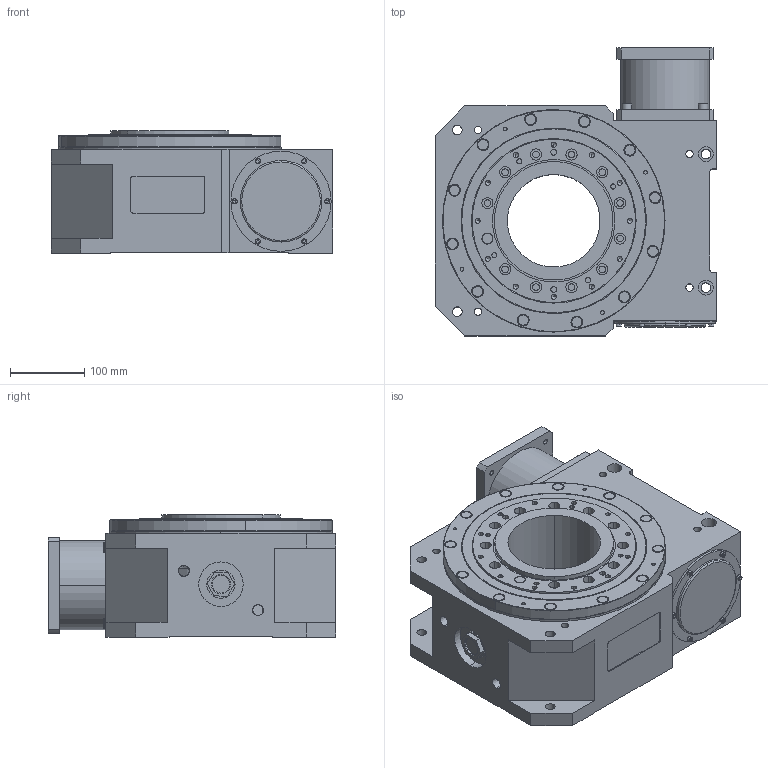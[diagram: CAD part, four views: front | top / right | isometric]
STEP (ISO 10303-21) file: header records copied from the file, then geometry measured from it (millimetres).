
FILE_DESCRIPTION (( 'STEP AP214' ), '1' );
FILE_NAME ('THU-150R-30(22-110-145-M8-55).STEP', '2025-04-18T02:24:14', ( '' ), ( '' ), 'SwSTEP 2.0', 'SolidWorks 2021', '' );
FILE_SCHEMA (( 'AUTOMOTIVE_DESIGN' ));
Length unit declared in the file: millimetre
Products named in the file (16): THU-150R-30(24J8-95-115-M6-45)(2)__A_O_蕼偞; ZJ-LW300-009-________A_O__A_O_蕼偞; THU-150R-30(22-110-145-M8-55)(2)_蕼偞; GLT-D68xL68 _22__8 ________50N.m__A_O_蕼偞; GB_uT 70.1-2008[________________M8__20]_M8__20__A_O__A_O_蕼偞; ZJ-LW300-004________AN__A_O__A_O_蕼偞; ZJ-LW300-002____AN__A_O__A_O_蕼偞; ______-14.5__A_O__A_O_蕼偞; THU-220-150DR-30(24J8-95-115-M6-45)(2)__A_O__A_O_蕼偞; ZJ-LW300-003____AN__A_O__A_O_蕼偞; GB_uT 70.1-2008[________________M4__16]_M4__16__A_O__A_O_蕼偞; M33-1.5______A_O__A_O_蕼偞; ZJ-LW300-006-____AN__A_O__A_O_蕼偞; ____250-220-15__A_O__A_O_蕼偞; 130-130萇儂釱; THU-150R-30(22-110-145-M8-55)
Assembly tree (35 placements, depth 5):
  THU-150R-30(22-110-145-M8-55)
    THU-150R-30(22-110-145-M8-55)(2)_蕼偞
      THU-150R-30(24J8-95-115-M6-45)(2)__A_O_蕼偞
        THU-220-150DR-30(24J8-95-115-M6-45)(2)__A_O__A_O_蕼偞
          ZJ-LW300-002____AN__A_O__A_O_蕼偞
          ZJ-LW300-004________AN__A_O__A_O_蕼偞
          ZJ-LW300-006-____AN__A_O__A_O_蕼偞
          ____250-220-15__A_O__A_O_蕼偞
          M33-1.5______A_O__A_O_蕼偞
          ZJ-LW300-009-________A_O__A_O_蕼偞
          ______-14.5__A_O__A_O_蕼偞  x12
          GB_uT 70.1-2008[________________M4__16]_M4__16__A_O__A_O_蕼偞  x6
        GB_uT 70.1-2008[________________M8__20]_M8__20__A_O__A_O_蕼偞  x4
        ______-14.5__A_O__A_O_蕼偞
        ZJ-LW300-003____AN__A_O__A_O_蕼偞
      GLT-D68xL68 _22__8 ________50N.m__A_O_蕼偞
    130-130萇儂釱
Bounding box: 380 x 388 x 165 mm (x, y, z)
Volume: 11974270.9 mm3; surface area: 1194149.9 mm2
Topology: 32 solids, 32 shells, 1022 faces, 2370 edges, 1437 vertices
Faces by surface type: cylinder 496, plane 267, cone 150, torus 109
Entity records: 24301 total; most frequent: DIRECTION 4456, CARTESIAN_POINT 4060, ORIENTED_EDGE 3596, AXIS2_PLACEMENT_3D 1837, EDGE_CURVE 1798, VERTEX_POINT 1157, EDGE_LOOP 1077, CIRCLE 1006
